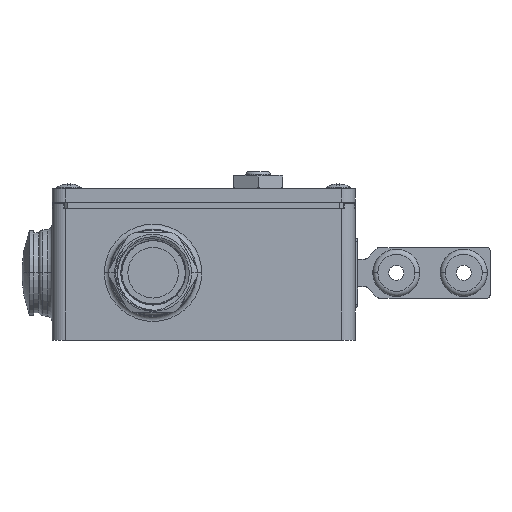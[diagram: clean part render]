
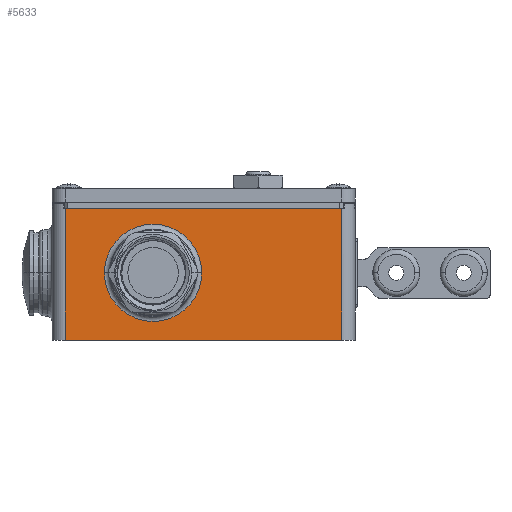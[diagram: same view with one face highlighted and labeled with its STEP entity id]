
A CAD part, front view. The second image highlights one B-rep face of the part: STEP entity #5633.
In plain terms, the highlighted planar face has unit normal (0, -1, 0).
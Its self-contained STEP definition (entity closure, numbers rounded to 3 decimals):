
#103=DIRECTION('',(1.,0.,0.));
#104=VECTOR('',#103,82.);
#105=CARTESIAN_POINT('',(-41.,-50.,0.));
#106=LINE('',#105,#104);
#413=DIRECTION('',(1.,0.,0.));
#414=VECTOR('',#413,82.);
#415=CARTESIAN_POINT('',(-41.,-50.,39.16));
#416=LINE('',#415,#414);
#656=DIRECTION('',(0.,0.,-1.));
#657=VECTOR('',#656,39.16);
#658=CARTESIAN_POINT('',(41.,-50.,39.16));
#659=LINE('',#658,#657);
#660=DIRECTION('',(0.,0.,-1.));
#661=VECTOR('',#660,39.16);
#662=CARTESIAN_POINT('',(-41.,-50.,39.16));
#663=LINE('',#662,#661);
#664=CARTESIAN_POINT('',(-15.,-50.,20.));
#665=DIRECTION('',(0.,-1.,0.));
#666=DIRECTION('',(-1.,0.,0.));
#667=AXIS2_PLACEMENT_3D('',#664,#665,#666);
#669=CARTESIAN_POINT('',(-15.,-50.,20.));
#670=DIRECTION('',(0.,-1.,0.));
#671=DIRECTION('',(1.,0.,0.));
#672=AXIS2_PLACEMENT_3D('',#669,#670,#671);
#4313=CARTESIAN_POINT('',(41.,-50.,0.));
#4315=VERTEX_POINT('',#4313);
#4316=CARTESIAN_POINT('',(-41.,-50.,0.));
#4318=VERTEX_POINT('',#4316);
#4783=CARTESIAN_POINT('',(-41.,-50.,39.16));
#4784=VERTEX_POINT('',#4783);
#4809=CARTESIAN_POINT('',(41.,-50.,39.16));
#4810=VERTEX_POINT('',#4809);
#4839=CARTESIAN_POINT('',(-29.438,-50.,20.));
#4840=CARTESIAN_POINT('',(-0.562,-50.,20.));
#4841=VERTEX_POINT('',#4839);
#4842=VERTEX_POINT('',#4840);
#5615=CARTESIAN_POINT('',(-45.,-50.,0.));
#5616=DIRECTION('',(0.,-1.,0.));
#5617=DIRECTION('',(1.,0.,0.));
#5618=AXIS2_PLACEMENT_3D('',#5615,#5616,#5617);
#5619=PLANE('',#5618);
#5621=ORIENTED_EDGE('',*,*,#5620,.T.);
#5622=ORIENTED_EDGE('',*,*,#5073,.F.);
#5623=ORIENTED_EDGE('',*,*,#5552,.F.);
#5624=ORIENTED_EDGE('',*,*,#5183,.T.);
#5625=EDGE_LOOP('',(#5621,#5622,#5623,#5624));
#5626=FACE_OUTER_BOUND('',#5625,.F.);
#5628=ORIENTED_EDGE('',*,*,#5627,.T.);
#5630=ORIENTED_EDGE('',*,*,#5629,.T.);
#5631=EDGE_LOOP('',(#5628,#5630));
#5632=FACE_BOUND('',#5631,.F.);
#5633=ADVANCED_FACE('',(#5626,#5632),#5619,.T.);
#668=CIRCLE('',#667,14.438);
#673=CIRCLE('',#672,14.438);
#5073=EDGE_CURVE('',#4318,#4315,#106,.T.);
#5183=EDGE_CURVE('',#4784,#4810,#416,.T.);
#5552=EDGE_CURVE('',#4784,#4318,#663,.T.);
#5620=EDGE_CURVE('',#4810,#4315,#659,.T.);
#5627=EDGE_CURVE('',#4841,#4842,#668,.T.);
#5629=EDGE_CURVE('',#4842,#4841,#673,.T.);
